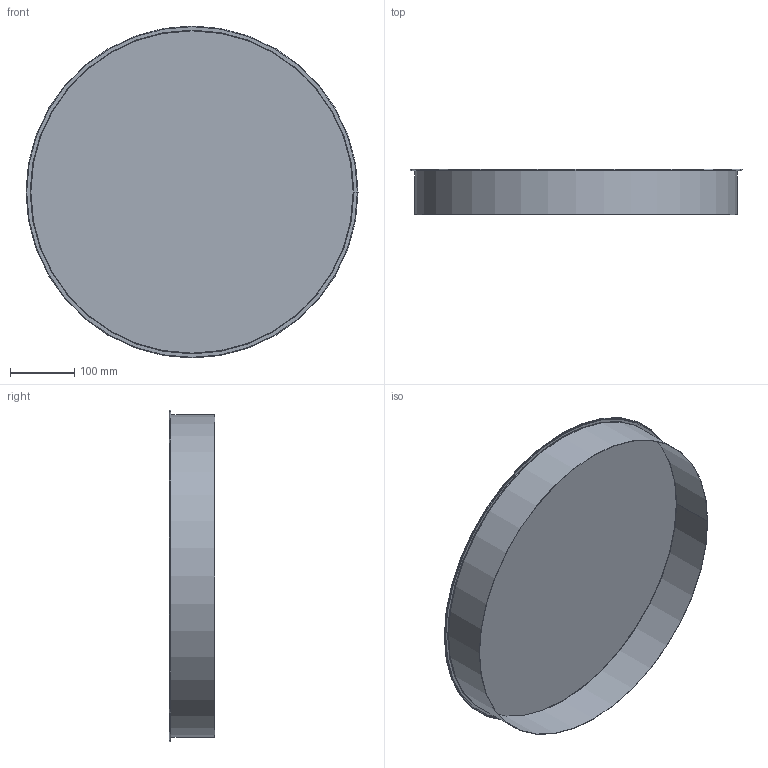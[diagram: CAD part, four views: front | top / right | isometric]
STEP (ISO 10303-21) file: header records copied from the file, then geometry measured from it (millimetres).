
FILE_DESCRIPTION((''),'2;1');
FILE_NAME('HÄLM-500.stp','2014-02-21T14:03:43',(''),(''),'Autodesk Inventor 2013','Autodesk Inventor 2013','');
FILE_SCHEMA(('AUTOMOTIVE_DESIGN { 1 2 10303 214 0 1 1 1 }'));
Length unit declared in the file: millimetre
Products named in the file (3): HÄLM-500; MuffMedFals-500; 116043
Assembly tree (2 placements, depth 2):
  HÄLM-500
    MuffMedFals-500
    116043
Bounding box: 515.55 x 70.5 x 515.55 mm (x, y, z)
Volume: 167276.9 mm3; surface area: 671571 mm2
Topology: 2 solids, 2 shells, 25 faces, 47 edges, 26 vertices
Faces by surface type: plane 17, cylinder 4, torus 4
Full cylindrical faces by diameter (mm): 500.55 x1, 501.55 x1, 503.55 x1, 511 x1
Entity records: 725 total; most frequent: DIRECTION 128, CARTESIAN_POINT 102, ORIENTED_EDGE 92, AXIS2_PLACEMENT_3D 52, EDGE_CURVE 46, STYLED_ITEM 27, VERTEX_POINT 26, EDGE_LOOP 26
